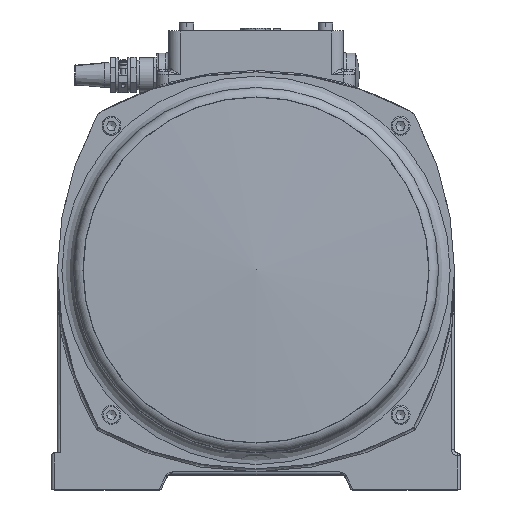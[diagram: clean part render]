
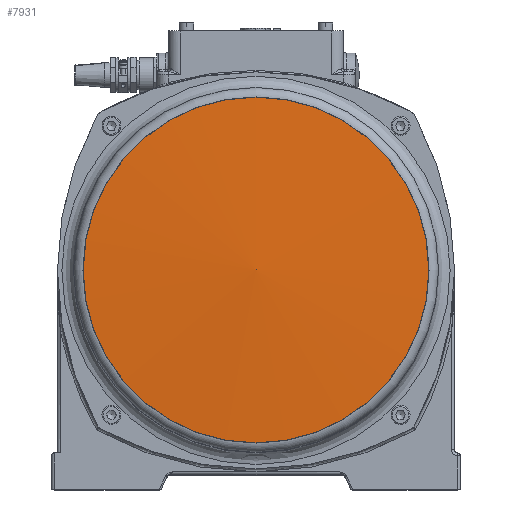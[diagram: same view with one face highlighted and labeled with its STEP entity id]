
A CAD part, top view. The second image highlights one B-rep face of the part: STEP entity #7931.
In plain terms, the highlighted spherical face has radius 1502 mm.
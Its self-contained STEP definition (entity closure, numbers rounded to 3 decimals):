
#7911=CARTESIAN_POINT('',(0.,-121.053,275.314));
#7912=VERTEX_POINT('',#7911);
#7913=CARTESIAN_POINT('',(0.,-2.5,275.314));
#7914=DIRECTION('',(0.0,0.0,-1.0));
#7915=DIRECTION('',(0.0,1.0,0.0));
#7916=AXIS2_PLACEMENT_3D('',#7913,#7914,#7915);
#7917=CIRCLE('',#7916,118.553);
#7918=EDGE_CURVE('',#7912,#7912,#7917,.T.);
#7923=CARTESIAN_POINT('',(0.,-2.5,-1222.));
#7924=DIRECTION('',(0.0,0.0,1.0));
#7925=DIRECTION('',(1.0,0.0,0.0));
#7926=AXIS2_PLACEMENT_3D('',#7923,#7924,#7925);
#7927=SPHERICAL_SURFACE('',#7926,1502.);
#7928=ORIENTED_EDGE('',*,*,#7918,.F.);
#7929=EDGE_LOOP('',(#7928));
#7930=FACE_OUTER_BOUND('',#7929,.T.);
#7931=ADVANCED_FACE('',(#7930),#7927,.T.);
